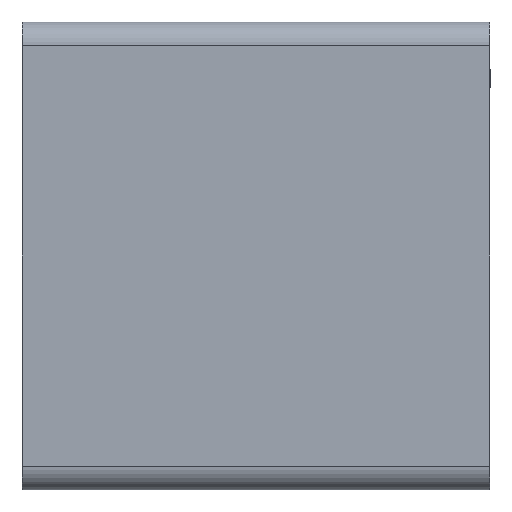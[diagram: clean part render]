
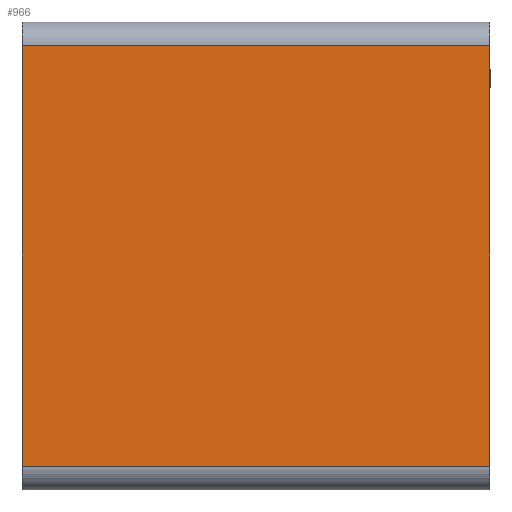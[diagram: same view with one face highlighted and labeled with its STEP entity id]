
A CAD part, front view. The second image highlights one B-rep face of the part: STEP entity #966.
In plain terms, the highlighted planar face has unit normal (0, -1, 0).
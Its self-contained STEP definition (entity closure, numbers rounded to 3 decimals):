
#216 = VERTEX_POINT('',#217);
#217 = CARTESIAN_POINT('',(-37.559,-15.571,
    45.274));
#224 = EDGE_CURVE('',#225,#216,#227,.T.);
#225 = VERTEX_POINT('',#226);
#226 = CARTESIAN_POINT('',(-37.559,-15.571,
    59.65));
#227 = LINE('',#228,#229);
#228 = CARTESIAN_POINT('',(-37.559,-15.571,
    44.461));
#229 = VECTOR('',#230,1.);
#230 = DIRECTION('',(0.,0.,-1.));
#513 = VERTEX_POINT('',#514);
#514 = CARTESIAN_POINT('',(-21.557,-15.571,
    59.65));
#521 = EDGE_CURVE('',#522,#513,#524,.T.);
#522 = VERTEX_POINT('',#523);
#523 = CARTESIAN_POINT('',(-21.557,-15.571,
    45.274));
#524 = LINE('',#525,#526);
#525 = CARTESIAN_POINT('',(-21.557,-15.571,
    44.461));
#526 = VECTOR('',#527,1.);
#527 = DIRECTION('',(0.,0.,1.));
#638 = EDGE_CURVE('',#522,#216,#639,.T.);
#639 = LINE('',#640,#641);
#640 = CARTESIAN_POINT('',(-29.558,-15.571,
    45.274));
#641 = VECTOR('',#642,1.);
#642 = DIRECTION('',(-1.,0.,0.));
#653 = EDGE_CURVE('',#225,#513,#654,.T.);
#654 = LINE('',#655,#656);
#655 = CARTESIAN_POINT('',(-29.558,-15.571,
    59.65));
#656 = VECTOR('',#657,1.);
#657 = DIRECTION('',(1.,0.,0.));
#966 = ADVANCED_FACE('',(#967),#973,.T.);
#967 = FACE_BOUND('',#968,.T.);
#968 = EDGE_LOOP('',(#969,#970,#971,#972));
#969 = ORIENTED_EDGE('',*,*,#638,.F.);
#970 = ORIENTED_EDGE('',*,*,#521,.T.);
#971 = ORIENTED_EDGE('',*,*,#653,.F.);
#972 = ORIENTED_EDGE('',*,*,#224,.T.);
#973 = PLANE('',#974);
#974 = AXIS2_PLACEMENT_3D('',#975,#976,#977);
#975 = CARTESIAN_POINT('',(-29.558,-15.571,
    44.461));
#976 = DIRECTION('',(0.,-1.,0.));
#977 = DIRECTION('',(-1.,0.,0.));
